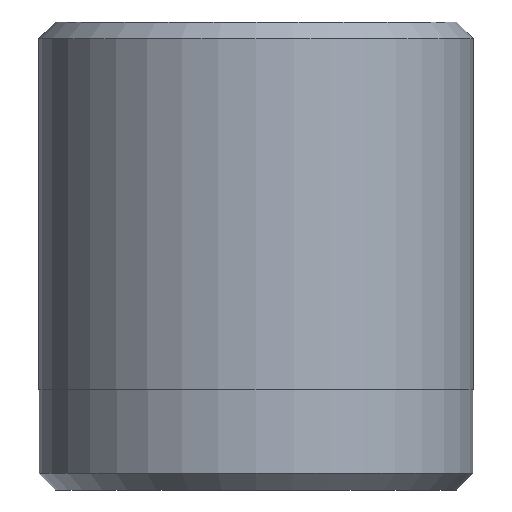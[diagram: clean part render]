
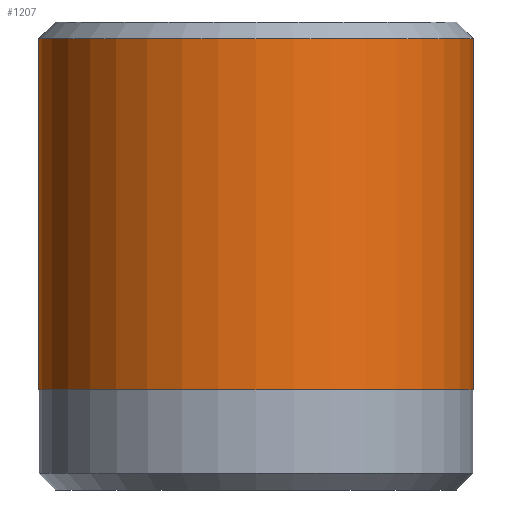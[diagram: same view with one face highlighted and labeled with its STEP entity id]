
A CAD part, front view. The second image highlights one B-rep face of the part: STEP entity #1207.
In plain terms, the highlighted cylindrical face has radius 6.5 mm (diameter 13 mm), a partial arc.
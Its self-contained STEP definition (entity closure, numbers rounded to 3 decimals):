
#4 = DIRECTION ( 'NONE',  ( 0., 0., -1. ) ) ;
#101 = ORIENTED_EDGE ( 'NONE', *, *, #792, .T. ) ;
#129 = DIRECTION ( 'NONE',  ( 0., 0., -1. ) ) ;
#134 = CARTESIAN_POINT ( 'NONE',  ( 0., 0., 13.5 ) ) ;
#177 = CARTESIAN_POINT ( 'NONE',  ( -6.5, 0., 3. ) ) ;
#244 = CARTESIAN_POINT ( 'NONE',  ( -6.5, 0., 13.5 ) ) ;
#258 = CARTESIAN_POINT ( 'NONE',  ( -6.5, 0., 14. ) ) ;
#269 = VERTEX_POINT ( 'NONE', #1333 ) ;
#271 = DIRECTION ( 'NONE',  ( 1., 0., 0. ) ) ;
#280 = ORIENTED_EDGE ( 'NONE', *, *, #770, .F. ) ;
#309 = VERTEX_POINT ( 'NONE', #177 ) ;
#407 = LINE ( 'NONE', #258, #1435 ) ;
#408 = ORIENTED_EDGE ( 'NONE', *, *, #795, .T. ) ;
#504 = VERTEX_POINT ( 'NONE', #244 ) ;
#520 = FACE_OUTER_BOUND ( 'NONE', #1170, .T. ) ;
#575 = VECTOR ( 'NONE', #129, 1000. ) ;
#703 = CARTESIAN_POINT ( 'NONE',  ( 6.5, 0., 13.5 ) ) ;
#761 = CARTESIAN_POINT ( 'NONE',  ( 6.5, 0., 14. ) ) ;
#765 = CARTESIAN_POINT ( 'NONE',  ( 0., 0., 3. ) ) ;
#770 = EDGE_CURVE ( 'NONE', #1360, #269, #1202, .T. ) ;
#783 = CYLINDRICAL_SURFACE ( 'NONE', #1216, 6.5 ) ;
#792 = EDGE_CURVE ( 'NONE', #504, #309, #407, .T. ) ;
#795 = EDGE_CURVE ( 'NONE', #1360, #504, #1226, .T. ) ;
#801 = DIRECTION ( 'NONE',  ( -1., 0., 0. ) ) ;
#825 = EDGE_CURVE ( 'NONE', #269, #309, #1159, .T. ) ;
#877 = DIRECTION ( 'NONE',  ( -1., 0., 0. ) ) ;
#912 = CARTESIAN_POINT ( 'NONE',  ( 0., 0., 14. ) ) ;
#946 = ORIENTED_EDGE ( 'NONE', *, *, #825, .F. ) ;
#990 = DIRECTION ( 'NONE',  ( 0., 0., -1. ) ) ;
#1037 = DIRECTION ( 'NONE',  ( 0., 0., -1. ) ) ;
#1109 = DIRECTION ( 'NONE',  ( 0., 0., -1. ) ) ;
#1119 = AXIS2_PLACEMENT_3D ( 'NONE', #134, #990, #271 ) ;
#1159 = CIRCLE ( 'NONE', #1405, 6.5 ) ;
#1170 = EDGE_LOOP ( 'NONE', ( #280, #408, #101, #946 ) ) ;
#1202 = LINE ( 'NONE', #761, #575 ) ;
#1207 = ADVANCED_FACE ( 'NONE', ( #520 ), #783, .T. ) ;
#1216 = AXIS2_PLACEMENT_3D ( 'NONE', #912, #1037, #801 ) ;
#1226 = CIRCLE ( 'NONE', #1119, 6.5 ) ;
#1333 = CARTESIAN_POINT ( 'NONE',  ( 6.5, 0., 3. ) ) ;
#1360 = VERTEX_POINT ( 'NONE', #703 ) ;
#1405 = AXIS2_PLACEMENT_3D ( 'NONE', #765, #4, #877 ) ;
#1435 = VECTOR ( 'NONE', #1109, 1000. ) ;
